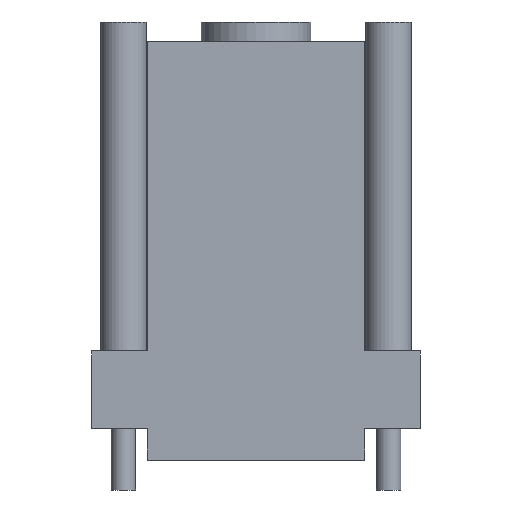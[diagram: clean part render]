
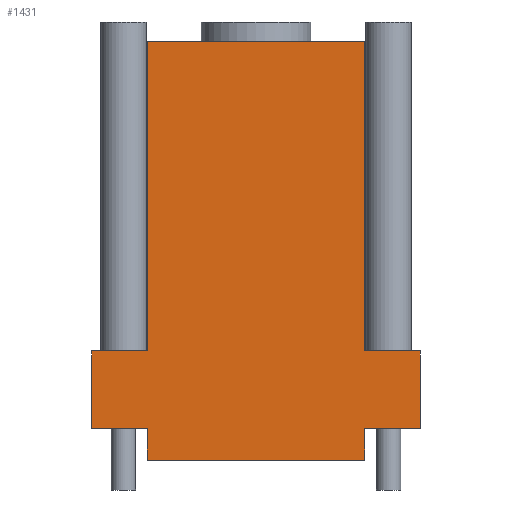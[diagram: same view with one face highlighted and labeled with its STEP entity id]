
A CAD part, front view. The second image highlights one B-rep face of the part: STEP entity #1431.
In plain terms, the highlighted planar face has unit normal (0, -1, 0).
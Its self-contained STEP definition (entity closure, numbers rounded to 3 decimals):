
#69=DIRECTION('',(1.,0.,0.));
#70=VECTOR('',#69,20.5);
#71=CARTESIAN_POINT('',(17.922,16.548,39.5));
#72=LINE('',#71,#70);
#150=DIRECTION('',(0.,0.,-1.));
#151=VECTOR('',#150,29.2);
#152=CARTESIAN_POINT('',(38.422,16.548,39.5));
#153=LINE('',#152,#151);
#162=DIRECTION('',(1.,0.,0.));
#163=VECTOR('',#162,5.25);
#164=CARTESIAN_POINT('',(38.422,16.548,10.3));
#165=LINE('',#164,#163);
#205=DIRECTION('',(-1.,0.,0.));
#206=VECTOR('',#205,5.25);
#207=CARTESIAN_POINT('',(17.922,16.548,3.));
#208=LINE('',#207,#206);
#221=DIRECTION('',(-1.,0.,0.));
#222=VECTOR('',#221,5.25);
#223=CARTESIAN_POINT('',(43.672,16.548,3.));
#224=LINE('',#223,#222);
#477=DIRECTION('',(1.,0.,0.));
#478=VECTOR('',#477,5.25);
#479=CARTESIAN_POINT('',(12.672,16.548,10.3));
#480=LINE('',#479,#478);
#485=DIRECTION('',(0.,0.,1.));
#486=VECTOR('',#485,29.2);
#487=CARTESIAN_POINT('',(17.922,16.548,10.3));
#488=LINE('',#487,#486);
#497=DIRECTION('',(0.,0.,-1.));
#498=VECTOR('',#497,3.);
#499=CARTESIAN_POINT('',(38.422,16.548,3.));
#500=LINE('',#499,#498);
#513=DIRECTION('',(0.,0.,1.));
#514=VECTOR('',#513,3.);
#515=CARTESIAN_POINT('',(17.922,16.548,0.));
#516=LINE('',#515,#514);
#521=DIRECTION('',(-1.,0.,0.));
#522=VECTOR('',#521,20.5);
#523=CARTESIAN_POINT('',(38.422,16.548,0.));
#524=LINE('',#523,#522);
#545=DIRECTION('',(0.,0.,1.));
#546=VECTOR('',#545,7.3);
#547=CARTESIAN_POINT('',(12.672,16.548,3.));
#548=LINE('',#547,#546);
#557=DIRECTION('',(0.,0.,-1.));
#558=VECTOR('',#557,7.3);
#559=CARTESIAN_POINT('',(43.672,16.548,10.3));
#560=LINE('',#559,#558);
#585=CARTESIAN_POINT('',(17.922,16.548,39.5));
#586=VERTEX_POINT('',#585);
#599=CARTESIAN_POINT('',(38.422,16.548,39.5));
#600=VERTEX_POINT('',#599);
#601=CARTESIAN_POINT('',(38.422,16.548,10.3));
#602=VERTEX_POINT('',#601);
#607=CARTESIAN_POINT('',(17.922,16.548,10.3));
#608=VERTEX_POINT('',#607);
#631=CARTESIAN_POINT('',(12.672,16.548,3.));
#632=VERTEX_POINT('',#631);
#633=CARTESIAN_POINT('',(12.672,16.548,10.3));
#634=VERTEX_POINT('',#633);
#637=CARTESIAN_POINT('',(43.672,16.548,10.3));
#638=VERTEX_POINT('',#637);
#651=CARTESIAN_POINT('',(43.672,16.548,3.));
#652=VERTEX_POINT('',#651);
#653=CARTESIAN_POINT('',(17.922,16.548,3.));
#654=VERTEX_POINT('',#653);
#669=CARTESIAN_POINT('',(38.422,16.548,3.));
#670=CARTESIAN_POINT('',(38.422,16.548,0.));
#671=VERTEX_POINT('',#669);
#672=VERTEX_POINT('',#670);
#699=CARTESIAN_POINT('',(17.922,16.548,0.));
#700=VERTEX_POINT('',#699);
#1407=CARTESIAN_POINT('',(28.172,16.548,19.75));
#1408=DIRECTION('',(0.,-1.,0.));
#1409=DIRECTION('',(1.,0.,0.));
#1410=AXIS2_PLACEMENT_3D('',#1407,#1408,#1409);
#1411=PLANE('',#1410);
#1413=ORIENTED_EDGE('',*,*,#1412,.T.);
#1415=ORIENTED_EDGE('',*,*,#1414,.T.);
#1417=ORIENTED_EDGE('',*,*,#1416,.T.);
#1418=ORIENTED_EDGE('',*,*,#940,.T.);
#1420=ORIENTED_EDGE('',*,*,#1419,.T.);
#1421=ORIENTED_EDGE('',*,*,#1387,.T.);
#1422=ORIENTED_EDGE('',*,*,#1401,.T.);
#1423=ORIENTED_EDGE('',*,*,#802,.T.);
#1424=ORIENTED_EDGE('',*,*,#867,.T.);
#1425=ORIENTED_EDGE('',*,*,#882,.T.);
#1427=ORIENTED_EDGE('',*,*,#1426,.T.);
#1428=ORIENTED_EDGE('',*,*,#948,.T.);
#1429=EDGE_LOOP('',(#1413,#1415,#1417,#1418,#1420,#1421,#1422,#1423,#1424,#1425,
#1427,#1428));
#1430=FACE_OUTER_BOUND('',#1429,.F.);
#1431=ADVANCED_FACE('',(#1430),#1411,.T.);
#802=EDGE_CURVE('',#586,#600,#72,.T.);
#867=EDGE_CURVE('',#600,#602,#153,.T.);
#882=EDGE_CURVE('',#602,#638,#165,.T.);
#940=EDGE_CURVE('',#654,#632,#208,.T.);
#948=EDGE_CURVE('',#652,#671,#224,.T.);
#1387=EDGE_CURVE('',#634,#608,#480,.T.);
#1401=EDGE_CURVE('',#608,#586,#488,.T.);
#1412=EDGE_CURVE('',#671,#672,#500,.T.);
#1414=EDGE_CURVE('',#672,#700,#524,.T.);
#1416=EDGE_CURVE('',#700,#654,#516,.T.);
#1419=EDGE_CURVE('',#632,#634,#548,.T.);
#1426=EDGE_CURVE('',#638,#652,#560,.T.);
